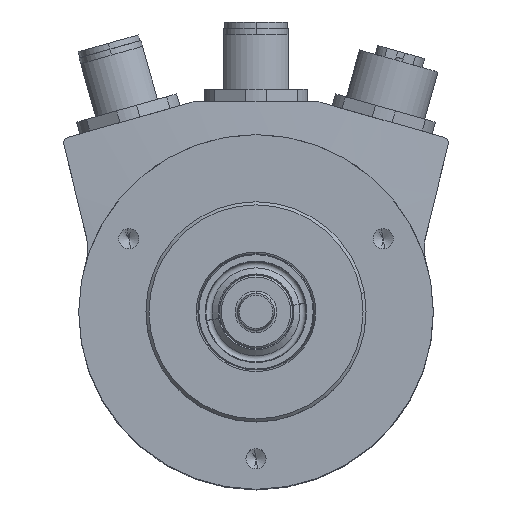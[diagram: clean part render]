
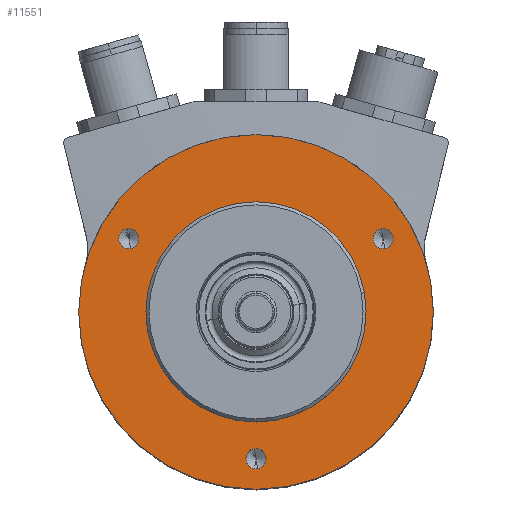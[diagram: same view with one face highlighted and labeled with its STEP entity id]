
A CAD part, top view. The second image highlights one B-rep face of the part: STEP entity #11551.
In plain terms, the highlighted planar face has unit normal (0, 0, 1).
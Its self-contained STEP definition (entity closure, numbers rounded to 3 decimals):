
#1272=CARTESIAN_POINT('',(0.,0.,20.5));
#1273=DIRECTION('',(0.,0.,1.));
#1274=DIRECTION('',(-0.985,-0.174,0.));
#1275=AXIS2_PLACEMENT_3D('',#1272,#1273,#1274);
#1308=CARTESIAN_POINT('',(0.,0.,20.5));
#1309=DIRECTION('',(0.,0.,1.));
#1310=DIRECTION('',(0.985,0.174,0.));
#1311=AXIS2_PLACEMENT_3D('',#1308,#1309,#1310);
#1313=CARTESIAN_POINT('',(0.,0.,20.5));
#1314=DIRECTION('',(0.,0.,-1.));
#1315=DIRECTION('',(0.985,0.174,0.));
#1316=AXIS2_PLACEMENT_3D('',#1313,#1314,#1315);
#1318=CARTESIAN_POINT('',(0.,-24.,20.5));
#1319=DIRECTION('',(0.,0.,1.));
#1320=DIRECTION('',(-0.174,0.985,0.));
#1321=AXIS2_PLACEMENT_3D('',#1318,#1319,#1320);
#1323=CARTESIAN_POINT('',(0.,-24.,20.5));
#1324=DIRECTION('',(0.,0.,1.));
#1325=DIRECTION('',(0.174,-0.985,0.));
#1326=AXIS2_PLACEMENT_3D('',#1323,#1324,#1325);
#1328=CARTESIAN_POINT('',(-20.785,12.,20.5));
#1329=DIRECTION('',(0.,0.,1.));
#1330=DIRECTION('',(-0.174,0.985,0.));
#1331=AXIS2_PLACEMENT_3D('',#1328,#1329,#1330);
#1333=CARTESIAN_POINT('',(-20.785,12.,20.5));
#1334=DIRECTION('',(0.,0.,1.));
#1335=DIRECTION('',(0.174,-0.985,0.));
#1336=AXIS2_PLACEMENT_3D('',#1333,#1334,#1335);
#1338=CARTESIAN_POINT('',(20.785,12.,20.5));
#1339=DIRECTION('',(0.,0.,1.));
#1340=DIRECTION('',(-0.174,0.985,0.));
#1341=AXIS2_PLACEMENT_3D('',#1338,#1339,#1340);
#1343=CARTESIAN_POINT('',(20.785,12.,20.5));
#1344=DIRECTION('',(0.,0.,1.));
#1345=DIRECTION('',(0.174,-0.985,0.));
#1346=AXIS2_PLACEMENT_3D('',#1343,#1344,#1345);
#1348=CARTESIAN_POINT('',(0.,0.,20.5));
#1349=DIRECTION('',(0.,0.,1.));
#1350=DIRECTION('',(0.985,0.174,0.));
#1351=AXIS2_PLACEMENT_3D('',#1348,#1349,#1350);
#7952=CARTESIAN_POINT('',(17.727,3.126,20.5));
#7953=CARTESIAN_POINT('',(-17.727,-3.126,20.5));
#7954=VERTEX_POINT('',#7952);
#7955=VERTEX_POINT('',#7953);
#7956=CARTESIAN_POINT('',(28.559,5.036,20.5));
#7957=CARTESIAN_POINT('',(-28.559,-5.036,20.5));
#7958=VERTEX_POINT('',#7956);
#7959=VERTEX_POINT('',#7957);
#7966=CARTESIAN_POINT('',(-0.287,-22.375,20.5));
#7967=VERTEX_POINT('',#7966);
#7968=CARTESIAN_POINT('',(0.287,-25.625,20.5));
#7969=VERTEX_POINT('',#7968);
#7976=CARTESIAN_POINT('',(-21.071,13.625,20.5));
#7977=VERTEX_POINT('',#7976);
#7978=CARTESIAN_POINT('',(-20.498,10.375,20.5));
#7979=VERTEX_POINT('',#7978);
#7986=CARTESIAN_POINT('',(20.498,13.625,20.5));
#7987=VERTEX_POINT('',#7986);
#7988=CARTESIAN_POINT('',(21.071,10.375,20.5));
#7989=VERTEX_POINT('',#7988);
#11517=CARTESIAN_POINT('',(0.,0.,20.5));
#11518=DIRECTION('',(0.,0.,1.));
#11519=DIRECTION('',(0.985,0.174,0.));
#11520=AXIS2_PLACEMENT_3D('',#11517,#11518,#11519);
#11521=PLANE('',#11520);
#11523=ORIENTED_EDGE('',*,*,#11522,.F.);
#11524=ORIENTED_EDGE('',*,*,#11502,.F.);
#11525=EDGE_LOOP('',(#11523,#11524));
#11526=FACE_OUTER_BOUND('',#11525,.F.);
#11528=ORIENTED_EDGE('',*,*,#11527,.T.);
#11530=ORIENTED_EDGE('',*,*,#11529,.F.);
#11531=EDGE_LOOP('',(#11528,#11530));
#11532=FACE_BOUND('',#11531,.F.);
#11534=ORIENTED_EDGE('',*,*,#11533,.T.);
#11536=ORIENTED_EDGE('',*,*,#11535,.T.);
#11537=EDGE_LOOP('',(#11534,#11536));
#11538=FACE_BOUND('',#11537,.F.);
#11540=ORIENTED_EDGE('',*,*,#11539,.T.);
#11542=ORIENTED_EDGE('',*,*,#11541,.T.);
#11543=EDGE_LOOP('',(#11540,#11542));
#11544=FACE_BOUND('',#11543,.F.);
#11546=ORIENTED_EDGE('',*,*,#11545,.T.);
#11548=ORIENTED_EDGE('',*,*,#11547,.T.);
#11549=EDGE_LOOP('',(#11546,#11548));
#11550=FACE_BOUND('',#11549,.F.);
#1276=CIRCLE('',#1275,29.);
#1312=CIRCLE('',#1311,18.);
#1317=CIRCLE('',#1316,18.);
#1322=CIRCLE('',#1321,1.65);
#1327=CIRCLE('',#1326,1.65);
#1332=CIRCLE('',#1331,1.65);
#1337=CIRCLE('',#1336,1.65);
#1342=CIRCLE('',#1341,1.65);
#1347=CIRCLE('',#1346,1.65);
#1352=CIRCLE('',#1351,29.);
#11502=EDGE_CURVE('',#7959,#7958,#1276,.T.);
#11522=EDGE_CURVE('',#7958,#7959,#1352,.T.);
#11527=EDGE_CURVE('',#7954,#7955,#1312,.T.);
#11529=EDGE_CURVE('',#7954,#7955,#1317,.T.);
#11533=EDGE_CURVE('',#7967,#7969,#1322,.T.);
#11535=EDGE_CURVE('',#7969,#7967,#1327,.T.);
#11539=EDGE_CURVE('',#7977,#7979,#1332,.T.);
#11541=EDGE_CURVE('',#7979,#7977,#1337,.T.);
#11545=EDGE_CURVE('',#7987,#7989,#1342,.T.);
#11547=EDGE_CURVE('',#7989,#7987,#1347,.T.);
#11551=ADVANCED_FACE('',(#11526,#11532,#11538,#11544,#11550),#11521,.T.);
